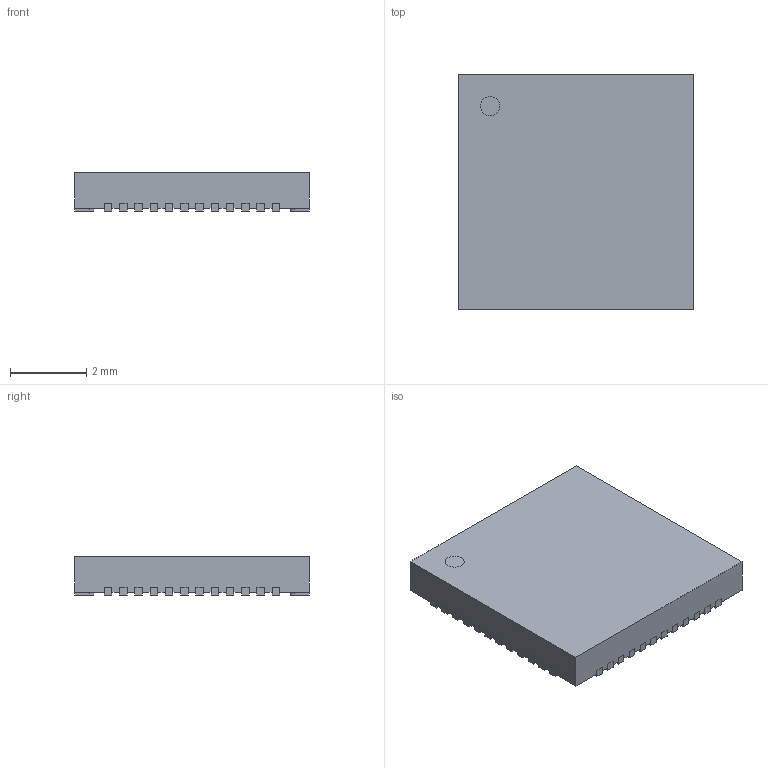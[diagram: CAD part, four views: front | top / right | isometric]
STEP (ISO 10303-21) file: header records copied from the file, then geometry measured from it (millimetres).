
FILE_DESCRIPTION((''),'2;1');
FILE_NAME('TEXAS_RSL (S-PVQFN-N48).stp','2012-01-19T10:28:05',(''),(''),'Mechanical Desktop 2011','Mechanical Desktop 2011',', , ');
FILE_SCHEMA(('AUTOMOTIVE_DESIGN { 1 2 10303 214 1 1 1 1 }'));
Length unit declared in the file: millimetre
Products named in the file (1): Product
Bounding box: 6.15 x 6.15 x 1 mm (x, y, z)
Volume: 35.2 mm3; surface area: 126.1 mm2
Topology: 50 solids, 50 shells, 493 faces, 1176 edges, 784 vertices
Faces by surface type: bspline 240, plane 201, cylinder 52
Entity records: 14784 total; most frequent: CARTESIAN_POINT 3846, ORIENTED_EDGE 2352, DIRECTION 1884, EDGE_CURVE 1176, VECTOR 976, LINE 976, VERTEX_POINT 784, EDGE_LOOP 494
